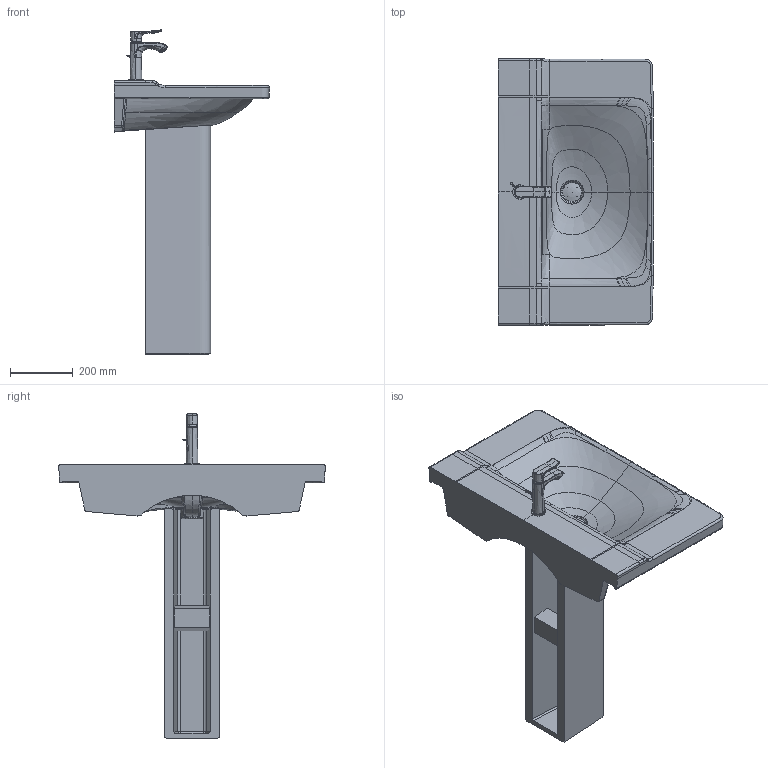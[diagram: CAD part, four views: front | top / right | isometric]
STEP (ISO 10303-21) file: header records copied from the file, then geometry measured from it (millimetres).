
FILE_DESCRIPTION((''),'2;1');
FILE_NAME('233285_085836.stp','2015-07-14T15:59:32',('Administrator'),(''),'Autodesk Inventor 2011','Autodesk Inventor 2011','');
FILE_SCHEMA(('CONFIG_CONTROL_DESIGN'));
Length unit declared in the file: millimetre
Products named in the file (15): 233285_085836; 233285; 085836; WT-Armatur HANSGROHE METRIS; Gehäuse; Rosette Citerio; Griff_HWB_Metris; Griffstopfen; Zugstange Griff; Rosette Talis; Neoperl Strahler; Strahlreglerhuelse; Strahler; Kelch; Stopfen
Assembly tree (14 placements, depth 4):
  233285_085836
    233285
    085836
    WT-Armatur HANSGROHE METRIS
      Gehäuse
      Rosette Citerio
      Griff_HWB_Metris
      Griffstopfen
      Zugstange Griff
      Rosette Talis
      Neoperl Strahler
        Strahlreglerhuelse
        Strahler
    Kelch
    Stopfen
Bounding box: 494.73 x 849.88 x 1034.6 mm (x, y, z)
Volume: 28957145.3 mm3; surface area: 2178862.5 mm2
Topology: 12 solids, 12 shells, 1469 faces, 4108 edges, 2661 vertices
Faces by surface type: plane 524, bspline 491, cylinder 345, cone 50, torus 47, sphere 12
Full cylindrical faces by diameter (mm): 4 x1, 5 x1, 5.2 x1, 5.325 x1, 5.4 x1, 8.875 x1, 12.35 x1, 15.75 x1, 16 x1, 17.5 x1, 17.7 x1, 19.97 x1, 20.1 x1, 20.88 x1, 21 x1, 22.5 x2, 24 x2, 25 x1, 31.3 x1, 42 x1, 44 x1, 46 x1, 46.21 x1, 60 x1
Entity records: 154914 total; most frequent: CARTESIAN_POINT 118905, ORIENTED_EDGE 8062, DIRECTION 5848, EDGE_CURVE 4031, VERTEX_POINT 2642, AXIS2_PLACEMENT_3D 2299, EDGE_LOOP 1550, FACE_OUTER_BOUND 1469
